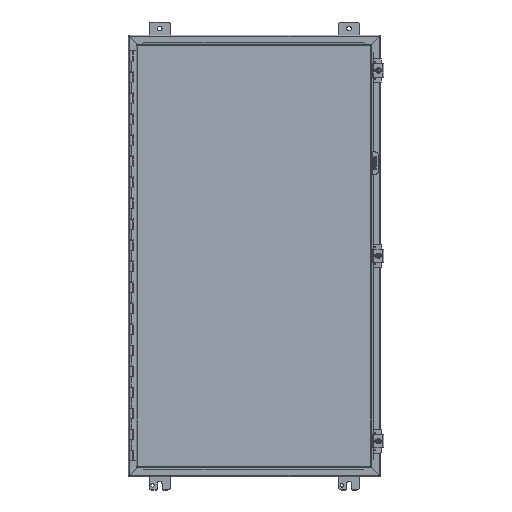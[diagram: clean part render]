
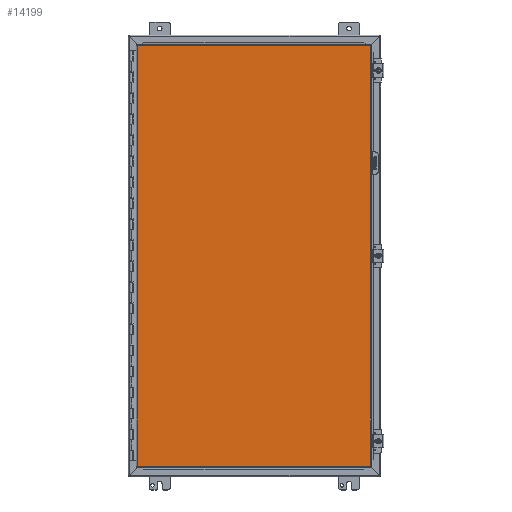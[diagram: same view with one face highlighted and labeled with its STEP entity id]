
A CAD part, top view. The second image highlights one B-rep face of the part: STEP entity #14199.
In plain terms, the highlighted face is planar.
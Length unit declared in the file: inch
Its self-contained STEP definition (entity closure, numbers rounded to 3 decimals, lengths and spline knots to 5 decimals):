
#13356=CARTESIAN_POINT('',(-11.08225,-19.9885,0.));
#13357=VERTEX_POINT('',#13356);
#13368=CARTESIAN_POINT('',(11.08225,-19.9885,0.));
#13369=VERTEX_POINT('',#13368);
#13370=CARTESIAN_POINT('',(11.08225,-19.9885,0.0));
#13371=DIRECTION('',(-1.0,0.0,0.0));
#13372=VECTOR('',#13371,22.1645);
#13373=LINE('',#13370,#13372);
#13374=EDGE_CURVE('',#13369,#13357,#13373,.T.);
#13490=CARTESIAN_POINT('',(-11.08225,19.9885,0.));
#13491=VERTEX_POINT('',#13490);
#13589=CARTESIAN_POINT('',(11.08225,19.9885,0.));
#13590=VERTEX_POINT('',#13589);
#13601=CARTESIAN_POINT('',(-11.08225,19.9885,0.0));
#13602=DIRECTION('',(1.0,0.0,0.0));
#13603=VECTOR('',#13602,22.1645);
#13604=LINE('',#13601,#13603);
#13605=EDGE_CURVE('',#13491,#13590,#13604,.T.);
#13910=CARTESIAN_POINT('',(-11.08225,-19.9885,0.0));
#13911=DIRECTION('',(0.0,1.0,0.0));
#13912=VECTOR('',#13911,39.977);
#13913=LINE('',#13910,#13912);
#13914=EDGE_CURVE('',#13357,#13491,#13913,.T.);
#14004=CARTESIAN_POINT('',(11.08225,19.9885,0.0));
#14005=DIRECTION('',(0.0,-1.0,0.0));
#14006=VECTOR('',#14005,39.977);
#14007=LINE('',#14004,#14006);
#14008=EDGE_CURVE('',#13590,#13369,#14007,.T.);
#14188=CARTESIAN_POINT('',(0.,0.,0.0));
#14189=DIRECTION('',(0.0,0.0,1.0));
#14190=DIRECTION('',(1.0,0.0,0.0));
#14191=AXIS2_PLACEMENT_3D('',#14188,#14189,#14190);
#14192=PLANE('',#14191);
#14193=ORIENTED_EDGE('',*,*,#13914,.T.);
#14194=ORIENTED_EDGE('',*,*,#13605,.T.);
#14195=ORIENTED_EDGE('',*,*,#14008,.T.);
#14196=ORIENTED_EDGE('',*,*,#13374,.T.);
#14197=EDGE_LOOP('',(#14193,#14194,#14195,#14196));
#14198=FACE_OUTER_BOUND('',#14197,.T.);
#14199=ADVANCED_FACE('',(#14198),#14192,.F.);
